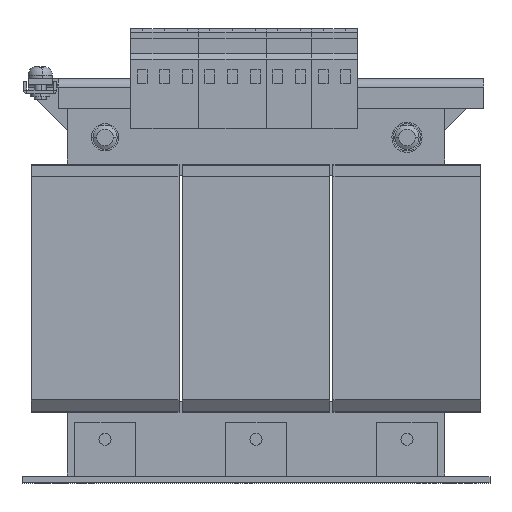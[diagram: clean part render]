
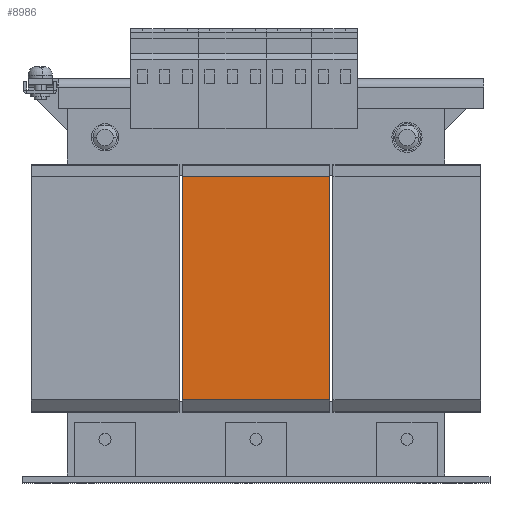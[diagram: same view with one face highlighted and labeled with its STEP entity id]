
A CAD part, top view. The second image highlights one B-rep face of the part: STEP entity #8986.
In plain terms, the highlighted planar face has unit normal (0, 0, 1).
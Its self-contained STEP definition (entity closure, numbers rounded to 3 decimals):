
#574 = VERTEX_POINT ( 'NONE', #2189 ) ;
#1304 = VERTEX_POINT ( 'NONE', #9626 ) ;
#1639 = DIRECTION ( 'NONE',  ( 0., -1., 0. ) ) ;
#2145 = VECTOR ( 'NONE', #3893, 1000. ) ;
#2189 = CARTESIAN_POINT ( 'NONE',  ( 24.5, -37., 36.494 ) ) ;
#2561 = EDGE_CURVE ( 'NONE', #1304, #574, #5231, .T. ) ;
#2994 = LINE ( 'NONE', #4094, #7555 ) ;
#3242 = CARTESIAN_POINT ( 'NONE',  ( 24.5, -37., 36.494 ) ) ;
#3438 = FACE_OUTER_BOUND ( 'NONE', #10771, .T. ) ;
#3728 = CARTESIAN_POINT ( 'NONE',  ( 24.5, 37., 36.494 ) ) ;
#3893 = DIRECTION ( 'NONE',  ( -1., 0., 0. ) ) ;
#3907 = ORIENTED_EDGE ( 'NONE', *, *, #9861, .T. ) ;
#4094 = CARTESIAN_POINT ( 'NONE',  ( -24.5, -37., 36.494 ) ) ;
#4706 = VERTEX_POINT ( 'NONE', #14362 ) ;
#5231 = LINE ( 'NONE', #8637, #7778 ) ;
#5964 = EDGE_CURVE ( 'NONE', #6685, #4706, #2994, .T. ) ;
#6238 = ORIENTED_EDGE ( 'NONE', *, *, #5964, .T. ) ;
#6685 = VERTEX_POINT ( 'NONE', #7682 ) ;
#7555 = VECTOR ( 'NONE', #10090, 1000. ) ;
#7682 = CARTESIAN_POINT ( 'NONE',  ( -24.5, 37., 36.494 ) ) ;
#7778 = VECTOR ( 'NONE', #1639, 1000. ) ;
#7827 = DIRECTION ( 'NONE',  ( 0., 0., -1. ) ) ;
#8419 = CARTESIAN_POINT ( 'NONE',  ( 24.5, -37., 36.494 ) ) ;
#8637 = CARTESIAN_POINT ( 'NONE',  ( 24.5, -37., 36.494 ) ) ;
#8986 = ADVANCED_FACE ( 'NONE', ( #3438 ), #10124, .F. ) ;
#9626 = CARTESIAN_POINT ( 'NONE',  ( 24.5, 37., 36.494 ) ) ;
#9861 = EDGE_CURVE ( 'NONE', #1304, #6685, #13953, .T. ) ;
#10090 = DIRECTION ( 'NONE',  ( 0., -1., 0. ) ) ;
#10124 = PLANE ( 'NONE',  #13875 ) ;
#10771 = EDGE_LOOP ( 'NONE', ( #6238, #12014, #13146, #3907 ) ) ;
#11326 = EDGE_CURVE ( 'NONE', #574, #4706, #14159, .T. ) ;
#11873 = DIRECTION ( 'NONE',  ( -1., 0., 0. ) ) ;
#12014 = ORIENTED_EDGE ( 'NONE', *, *, #11326, .F. ) ;
#13146 = ORIENTED_EDGE ( 'NONE', *, *, #2561, .F. ) ;
#13599 = VECTOR ( 'NONE', #11873, 1000. ) ;
#13855 = DIRECTION ( 'NONE',  ( -1., 0., 0. ) ) ;
#13875 = AXIS2_PLACEMENT_3D ( 'NONE', #3242, #7827, #13855 ) ;
#13953 = LINE ( 'NONE', #3728, #13599 ) ;
#14159 = LINE ( 'NONE', #8419, #2145 ) ;
#14362 = CARTESIAN_POINT ( 'NONE',  ( -24.5, -37., 36.494 ) ) ;
